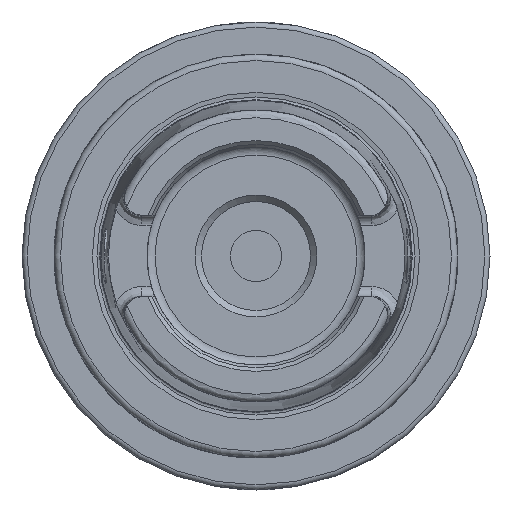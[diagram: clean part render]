
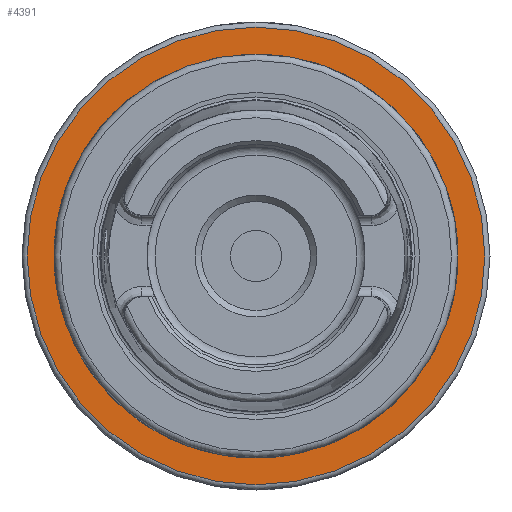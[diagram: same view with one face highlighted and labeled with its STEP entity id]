
A CAD part, left-side view. The second image highlights one B-rep face of the part: STEP entity #4391.
In plain terms, the highlighted planar face has unit normal (-1, 0, 0).
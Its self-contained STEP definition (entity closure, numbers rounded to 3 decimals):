
#66=FACE_BOUND('',#611,.T.);
#102=PLANE('',#4751);
#344=FACE_OUTER_BOUND('',#610,.T.);
#610=EDGE_LOOP('',(#3199,#3200));
#611=EDGE_LOOP('',(#3201,#3202));
#1021=CIRCLE('',#4724,35.7);
#1022=CIRCLE('',#4725,35.7);
#1038=CIRCLE('',#4749,24.3);
#1039=CIRCLE('',#4750,24.3);
#1909=VERTEX_POINT('',#6758);
#1910=VERTEX_POINT('',#6760);
#1923=VERTEX_POINT('',#6800);
#1924=VERTEX_POINT('',#6802);
#2389=EDGE_CURVE('',#1909,#1910,#1021,.T.);
#2390=EDGE_CURVE('',#1910,#1909,#1022,.T.);
#2409=EDGE_CURVE('',#1924,#1923,#1038,.T.);
#2410=EDGE_CURVE('',#1923,#1924,#1039,.T.);
#3199=ORIENTED_EDGE('',*,*,#2390,.F.);
#3200=ORIENTED_EDGE('',*,*,#2389,.F.);
#3201=ORIENTED_EDGE('',*,*,#2409,.T.);
#3202=ORIENTED_EDGE('',*,*,#2410,.T.);
#4391=ADVANCED_FACE('',(#344,#66),#102,.T.);
#4724=AXIS2_PLACEMENT_3D('',#6761,#5351,#5352);
#4725=AXIS2_PLACEMENT_3D('',#6762,#5353,#5354);
#4749=AXIS2_PLACEMENT_3D('',#6803,#5404,#5405);
#4750=AXIS2_PLACEMENT_3D('',#6804,#5406,#5407);
#4751=AXIS2_PLACEMENT_3D('',#6805,#5408,#5409);
#5351=DIRECTION('center_axis',(1.,0.,0.));
#5352=DIRECTION('ref_axis',(0.,0.,-1.));
#5353=DIRECTION('center_axis',(1.,0.,0.));
#5354=DIRECTION('ref_axis',(0.,0.,-1.));
#5404=DIRECTION('center_axis',(1.,0.,0.));
#5405=DIRECTION('ref_axis',(0.,0.,-1.));
#5406=DIRECTION('center_axis',(1.,0.,0.));
#5407=DIRECTION('ref_axis',(0.,0.,-1.));
#5408=DIRECTION('center_axis',(-1.,0.,0.));
#5409=DIRECTION('ref_axis',(0.,0.,1.));
#6758=CARTESIAN_POINT('',(42.,0.,35.7));
#6760=CARTESIAN_POINT('',(42.,35.7,0.));
#6761=CARTESIAN_POINT('Origin',(42.,0.,0.));
#6762=CARTESIAN_POINT('Origin',(42.,0.,0.));
#6800=CARTESIAN_POINT('',(42.,0.,24.3));
#6802=CARTESIAN_POINT('',(42.,24.3,0.));
#6803=CARTESIAN_POINT('Origin',(42.,0.,0.));
#6804=CARTESIAN_POINT('Origin',(42.,0.,0.));
#6805=CARTESIAN_POINT('Origin',(42.,35.7,0.));
